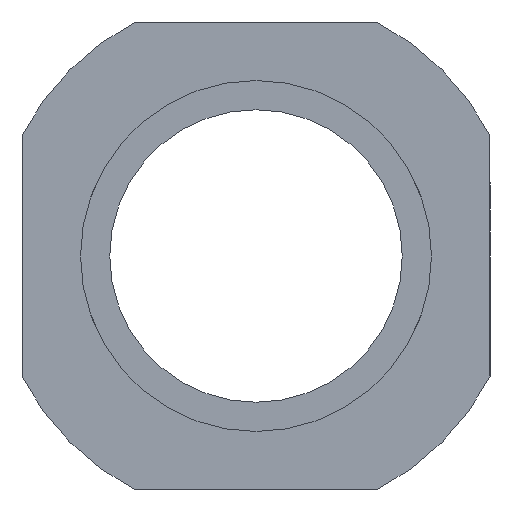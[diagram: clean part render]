
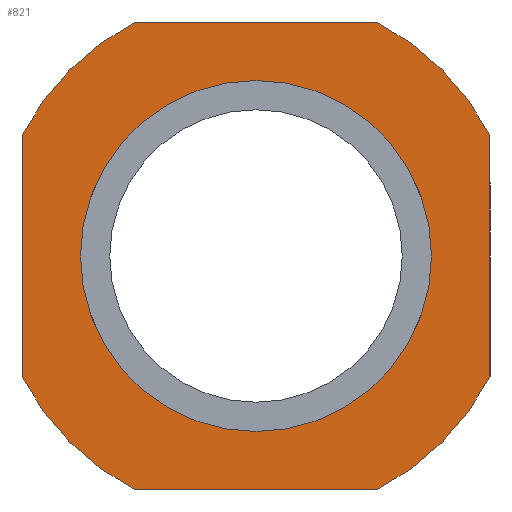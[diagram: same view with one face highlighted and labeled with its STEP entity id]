
A CAD part, left-side view. The second image highlights one B-rep face of the part: STEP entity #821.
In plain terms, the highlighted planar face has unit normal (-1, 0, 0).
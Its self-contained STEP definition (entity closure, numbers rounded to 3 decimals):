
#5 = VERTEX_POINT ( 'NONE', #507 ) ;
#38 = AXIS2_PLACEMENT_3D ( 'NONE', #734, #1011, #69 ) ;
#42 = EDGE_CURVE ( 'NONE', #44, #641, #424, .T. ) ;
#44 = VERTEX_POINT ( 'NONE', #684 ) ;
#47 = CARTESIAN_POINT ( 'NONE',  ( -189.135, 0., 0. ) ) ;
#63 = LINE ( 'NONE', #989, #1064 ) ;
#67 = DIRECTION ( 'NONE',  ( 0., 0., 1. ) ) ;
#69 = DIRECTION ( 'NONE',  ( 0., 0., 1. ) ) ;
#119 = EDGE_CURVE ( 'NONE', #5, #386, #903, .T. ) ;
#139 = CIRCLE ( 'NONE', #990, 18. ) ;
#142 = ORIENTED_EDGE ( 'NONE', *, *, #119, .T. ) ;
#146 = DIRECTION ( 'NONE',  ( -1., 0., 0. ) ) ;
#147 = DIRECTION ( 'NONE',  ( 1., 0., 0. ) ) ;
#151 = EDGE_CURVE ( 'NONE', #837, #5, #237, .T. ) ;
#185 = ORIENTED_EDGE ( 'NONE', *, *, #353, .T. ) ;
#190 = VERTEX_POINT ( 'NONE', #668 ) ;
#198 = DIRECTION ( 'NONE',  ( 0., 0., 1. ) ) ;
#225 = AXIS2_PLACEMENT_3D ( 'NONE', #493, #769, #198 ) ;
#232 = EDGE_CURVE ( 'NONE', #803, #837, #295, .T. ) ;
#237 = CIRCLE ( 'NONE', #906, 18. ) ;
#241 = DIRECTION ( 'NONE',  ( 0., 0., 1. ) ) ;
#245 = CARTESIAN_POINT ( 'NONE',  ( -189.135, -16., 8.246 ) ) ;
#270 = PLANE ( 'NONE',  #38 ) ;
#271 = ORIENTED_EDGE ( 'NONE', *, *, #948, .T. ) ;
#282 = CARTESIAN_POINT ( 'NONE',  ( -189.135, -8.246, 16. ) ) ;
#295 = LINE ( 'NONE', #657, #1075 ) ;
#320 = DIRECTION ( 'NONE',  ( 0., 0., 1. ) ) ;
#351 = CARTESIAN_POINT ( 'NONE',  ( -189.135, 8.246, 16. ) ) ;
#353 = EDGE_CURVE ( 'NONE', #634, #823, #364, .T. ) ;
#364 = CIRCLE ( 'NONE', #829, 12. ) ;
#378 = EDGE_LOOP ( 'NONE', ( #395, #185 ) ) ;
#386 = VERTEX_POINT ( 'NONE', #544 ) ;
#388 = AXIS2_PLACEMENT_3D ( 'NONE', #690, #146, #685 ) ;
#395 = ORIENTED_EDGE ( 'NONE', *, *, #652, .T. ) ;
#420 = CARTESIAN_POINT ( 'NONE',  ( -189.135, 0., 0. ) ) ;
#421 = DIRECTION ( 'NONE',  ( 1., 0., 0. ) ) ;
#424 = LINE ( 'NONE', #789, #650 ) ;
#493 = CARTESIAN_POINT ( 'NONE',  ( -189.135, 0., 0. ) ) ;
#507 = CARTESIAN_POINT ( 'NONE',  ( -189.135, 16., 8.246 ) ) ;
#544 = CARTESIAN_POINT ( 'NONE',  ( -189.135, 16., -8.246 ) ) ;
#581 = CIRCLE ( 'NONE', #388, 18. ) ;
#587 = CIRCLE ( 'NONE', #225, 18. ) ;
#596 = CARTESIAN_POINT ( 'NONE',  ( -189.135, 0., 0. ) ) ;
#605 = DIRECTION ( 'NONE',  ( 0., 0., 1. ) ) ;
#614 = DIRECTION ( 'NONE',  ( -1., 0., 0. ) ) ;
#619 = CARTESIAN_POINT ( 'NONE',  ( -189.135, 0., 0. ) ) ;
#622 = FACE_BOUND ( 'NONE', #378, .T. ) ;
#627 = AXIS2_PLACEMENT_3D ( 'NONE', #420, #147, #605 ) ;
#634 = VERTEX_POINT ( 'NONE', #857 ) ;
#641 = VERTEX_POINT ( 'NONE', #245 ) ;
#650 = VECTOR ( 'NONE', #320, 1000. ) ;
#652 = EDGE_CURVE ( 'NONE', #823, #634, #1056, .T. ) ;
#657 = CARTESIAN_POINT ( 'NONE',  ( -189.135, 0., 16. ) ) ;
#661 = ORIENTED_EDGE ( 'NONE', *, *, #232, .T. ) ;
#668 = CARTESIAN_POINT ( 'NONE',  ( -189.135, 8.246, -16. ) ) ;
#684 = CARTESIAN_POINT ( 'NONE',  ( -189.135, -16., -8.246 ) ) ;
#685 = DIRECTION ( 'NONE',  ( 0., 0., 1. ) ) ;
#690 = CARTESIAN_POINT ( 'NONE',  ( -189.135, 0., 0. ) ) ;
#692 = ORIENTED_EDGE ( 'NONE', *, *, #770, .T. ) ;
#693 = DIRECTION ( 'NONE',  ( -1., 0., 0. ) ) ;
#699 = DIRECTION ( 'NONE',  ( 0., 0., 1. ) ) ;
#716 = EDGE_CURVE ( 'NONE', #190, #944, #63, .T. ) ;
#734 = CARTESIAN_POINT ( 'NONE',  ( -189.135, 0., 0. ) ) ;
#748 = ORIENTED_EDGE ( 'NONE', *, *, #42, .T. ) ;
#754 = VECTOR ( 'NONE', #915, 1000. ) ;
#769 = DIRECTION ( 'NONE',  ( -1., 0., 0. ) ) ;
#770 = EDGE_CURVE ( 'NONE', #641, #803, #139, .T. ) ;
#789 = CARTESIAN_POINT ( 'NONE',  ( -189.135, -16., 0. ) ) ;
#803 = VERTEX_POINT ( 'NONE', #282 ) ;
#821 = ADVANCED_FACE ( 'NONE', ( #622, #1006 ), #270, .T. ) ;
#823 = VERTEX_POINT ( 'NONE', #918 ) ;
#829 = AXIS2_PLACEMENT_3D ( 'NONE', #47, #421, #699 ) ;
#837 = VERTEX_POINT ( 'NONE', #351 ) ;
#857 = CARTESIAN_POINT ( 'NONE',  ( -189.135, 0., -12. ) ) ;
#862 = ORIENTED_EDGE ( 'NONE', *, *, #151, .T. ) ;
#883 = ORIENTED_EDGE ( 'NONE', *, *, #1187, .T. ) ;
#903 = LINE ( 'NONE', #1181, #754 ) ;
#906 = AXIS2_PLACEMENT_3D ( 'NONE', #619, #614, #67 ) ;
#915 = DIRECTION ( 'NONE',  ( 0., 0., -1. ) ) ;
#918 = CARTESIAN_POINT ( 'NONE',  ( -189.135, 0., 12. ) ) ;
#926 = EDGE_LOOP ( 'NONE', ( #748, #692, #661, #862, #142, #271, #971, #883 ) ) ;
#944 = VERTEX_POINT ( 'NONE', #1032 ) ;
#948 = EDGE_CURVE ( 'NONE', #386, #190, #587, .T. ) ;
#971 = ORIENTED_EDGE ( 'NONE', *, *, #716, .T. ) ;
#989 = CARTESIAN_POINT ( 'NONE',  ( -189.135, 0., -16. ) ) ;
#990 = AXIS2_PLACEMENT_3D ( 'NONE', #596, #693, #241 ) ;
#1006 = FACE_OUTER_BOUND ( 'NONE', #926, .T. ) ;
#1011 = DIRECTION ( 'NONE',  ( -1., 0., 0. ) ) ;
#1032 = CARTESIAN_POINT ( 'NONE',  ( -189.135, -8.246, -16. ) ) ;
#1036 = DIRECTION ( 'NONE',  ( 0., 1., 0. ) ) ;
#1056 = CIRCLE ( 'NONE', #627, 12. ) ;
#1064 = VECTOR ( 'NONE', #1157, 1000. ) ;
#1075 = VECTOR ( 'NONE', #1036, 1000. ) ;
#1157 = DIRECTION ( 'NONE',  ( 0., -1., 0. ) ) ;
#1181 = CARTESIAN_POINT ( 'NONE',  ( -189.135, 16., 0. ) ) ;
#1187 = EDGE_CURVE ( 'NONE', #944, #44, #581, .T. ) ;
